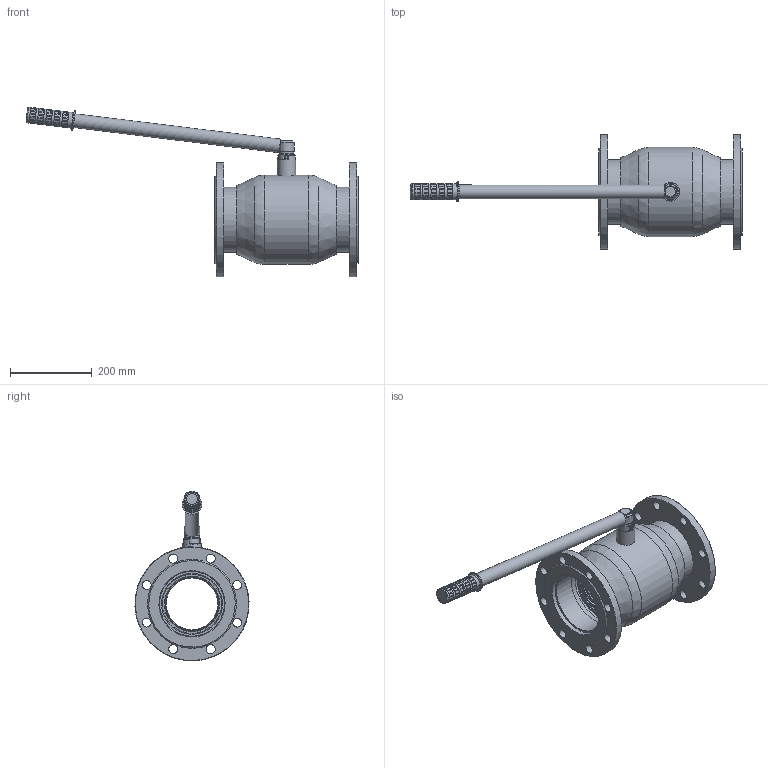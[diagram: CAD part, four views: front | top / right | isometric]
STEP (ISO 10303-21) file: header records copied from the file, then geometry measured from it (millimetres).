
FILE_DESCRIPTION(('TFLEX Exchange Step'),'2;1');
FILE_NAME('065N9630 - Кран шаровой Basic DN150.stp', '2024-11-20T12:45:59+03:00',('RUCO3608'),('Unknown organisation'),'TFLEX Exchange 2024.6','T-FLEX CAD','Unknown authorisation');
FILE_SCHEMA( ('AUTOMOTIVE_DESIGN { 1 0 10303 214 1 1 1 1 }') );
Length unit declared in the file: millimetre
Products named in the file (19): 21150022; 54150038; 50200028; 24150434; 24150435; 24150433; 24150430; 24150432; 24150438; 24150431; 24150423; 24150403; 24150400; 24150070; 24150427; 24150049; 24150406; 24150009-B2
Assembly tree (19 placements, depth 4):
  21150022
    21150022
    54150038
    24150430
      50200028
      24150433
        24150434
        24150435
    24150432
    24150438
    24150431
    24150423
    24150403
    24150400
    24150070  x2
    24150427
    24150049
    24150406
    24150009-B2
Bounding box: 814.22 x 279.73 x 416.33 mm (x, y, z)
Volume: 3706188 mm3; surface area: 1222009.7 mm2
Topology: 23 solids, 23 shells, 673 faces, 1637 edges, 1068 vertices
Faces by surface type: plane 457, cylinder 106, cone 65, torus 41, sphere 2, bspline 2
Full cylindrical faces by diameter (mm): 10.2 x1, 10.3 x2, 11.69 x2, 22 x16, 27 x5, 27.1 x2, 30 x5, 32 x1, 32.9 x1, 33.5 x1, 36 x1, 38 x2, 38.6 x1, 39 x1, 48.6 x1, 129.1 x2, 132 x2, 132.1 x2, 145 x2, 149 x4, 150 x4, 155 x2, 159 x2, 160.5 x2, 209 x1, 219 x1, 280 x2
Entity records: 24307 total; most frequent: CARTESIAN_POINT 7456, DIRECTION 3584, ORIENTED_EDGE 3264, EDGE_CURVE 1632, AXIS2_PLACEMENT_3D 1300, VERTEX_POINT 1067, VECTOR 984, LINE 984
